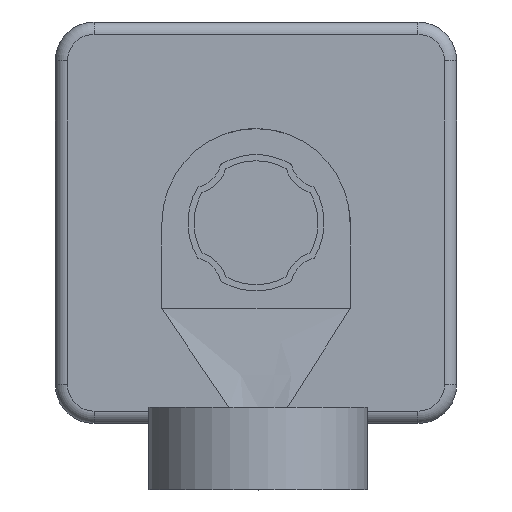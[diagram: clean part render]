
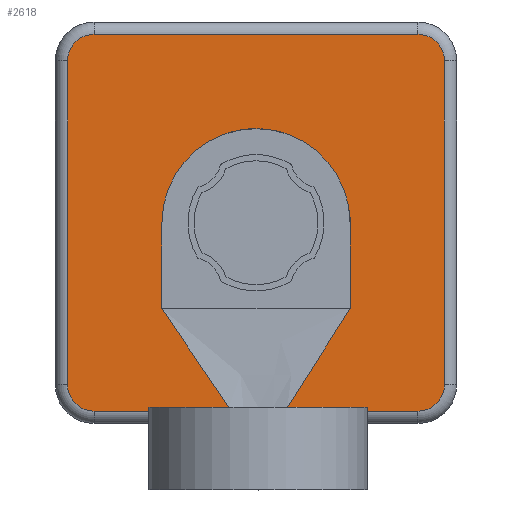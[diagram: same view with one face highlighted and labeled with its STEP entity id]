
A CAD part, front view. The second image highlights one B-rep face of the part: STEP entity #2618.
In plain terms, the highlighted face is planar.
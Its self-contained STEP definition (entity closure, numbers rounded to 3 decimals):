
#122=FACE_BOUND('',#639,.T.);
#299=CIRCLE('',#2913,2.15);
#305=CIRCLE('',#2921,2.15);
#309=CIRCLE('',#2927,2.15);
#313=CIRCLE('',#2933,2.15);
#316=CIRCLE('',#2942,2.007);
#471=FACE_OUTER_BOUND('',#638,.T.);
#638=EDGE_LOOP('',(#2216,#2217,#2218,#2219,#2220,#2221,#2222,#2223));
#639=EDGE_LOOP('',(#2224));
#810=LINE('',#4789,#997);
#812=LINE('',#4801,#999);
#814=LINE('',#4813,#1001);
#816=LINE('',#4822,#1003);
#997=VECTOR('',#3555,10.);
#999=VECTOR('',#3569,10.);
#1001=VECTOR('',#3583,10.);
#1003=VECTOR('',#3595,10.);
#1219=VERTEX_POINT('',#4776);
#1221=VERTEX_POINT('',#4779);
#1224=VERTEX_POINT('',#4786);
#1226=VERTEX_POINT('',#4792);
#1228=VERTEX_POINT('',#4798);
#1230=VERTEX_POINT('',#4804);
#1232=VERTEX_POINT('',#4810);
#1234=VERTEX_POINT('',#4816);
#1240=VERTEX_POINT('',#4842);
#1545=EDGE_CURVE('',#1221,#1219,#299,.T.);
#1550=EDGE_CURVE('',#1224,#1221,#810,.T.);
#1553=EDGE_CURVE('',#1226,#1224,#305,.T.);
#1556=EDGE_CURVE('',#1228,#1226,#812,.T.);
#1559=EDGE_CURVE('',#1230,#1228,#309,.T.);
#1562=EDGE_CURVE('',#1232,#1230,#814,.T.);
#1565=EDGE_CURVE('',#1234,#1232,#313,.T.);
#1567=EDGE_CURVE('',#1219,#1234,#816,.T.);
#1577=EDGE_CURVE('',#1240,#1240,#316,.T.);
#2216=ORIENTED_EDGE('',*,*,#1545,.T.);
#2217=ORIENTED_EDGE('',*,*,#1567,.T.);
#2218=ORIENTED_EDGE('',*,*,#1565,.T.);
#2219=ORIENTED_EDGE('',*,*,#1562,.T.);
#2220=ORIENTED_EDGE('',*,*,#1559,.T.);
#2221=ORIENTED_EDGE('',*,*,#1556,.T.);
#2222=ORIENTED_EDGE('',*,*,#1553,.T.);
#2223=ORIENTED_EDGE('',*,*,#1550,.T.);
#2224=ORIENTED_EDGE('',*,*,#1577,.F.);
#2493=PLANE('',#2941);
#2618=ADVANCED_FACE('',(#471,#122),#2493,.F.);
#2913=AXIS2_PLACEMENT_3D('',#4780,#3544,#3545);
#2921=AXIS2_PLACEMENT_3D('',#4795,#3562,#3563);
#2927=AXIS2_PLACEMENT_3D('',#4807,#3576,#3577);
#2933=AXIS2_PLACEMENT_3D('',#4819,#3590,#3591);
#2941=AXIS2_PLACEMENT_3D('',#4841,#3615,#3616);
#2942=AXIS2_PLACEMENT_3D('',#4843,#3617,#3618);
#3544=DIRECTION('center_axis',(-1.,-0.002,
0.));
#3545=DIRECTION('ref_axis',(-0.001,0.707,0.707));
#3555=DIRECTION('',(-0.002,1.,0.));
#3562=DIRECTION('center_axis',(-1.,-0.002,
0.));
#3563=DIRECTION('ref_axis',(0.001,-0.707,0.707));
#3569=DIRECTION('',(0.,0.,1.));
#3576=DIRECTION('center_axis',(-1.,-0.002,
0.));
#3577=DIRECTION('ref_axis',(0.001,-0.707,-0.707));
#3583=DIRECTION('',(0.002,-1.,0.));
#3590=DIRECTION('center_axis',(-1.,-0.002,
0.));
#3591=DIRECTION('ref_axis',(-0.001,0.707,-0.707));
#3595=DIRECTION('',(0.,0.,-1.));
#3615=DIRECTION('center_axis',(1.,0.002,0.));
#3616=DIRECTION('ref_axis',(0.002,-1.,0.));
#3617=DIRECTION('center_axis',(-1.,-0.002,
0.));
#3618=DIRECTION('ref_axis',(0.,0.,
1.));
#4776=CARTESIAN_POINT('',(21.607,116.813,-38.168));
#4779=CARTESIAN_POINT('',(21.611,114.663,-36.018));
#4780=CARTESIAN_POINT('Origin',(21.611,114.663,-38.168));
#4786=CARTESIAN_POINT('',(21.666,88.419,-36.018));
#4789=CARTESIAN_POINT('',(21.625,108.102,-36.018));
#4792=CARTESIAN_POINT('',(21.67,86.269,-38.168));
#4795=CARTESIAN_POINT('Origin',(21.666,88.419,-38.168));
#4798=CARTESIAN_POINT('',(21.67,86.269,-64.412));
#4801=CARTESIAN_POINT('',(21.67,86.269,-44.729));
#4804=CARTESIAN_POINT('',(21.666,88.419,-66.562));
#4807=CARTESIAN_POINT('Origin',(21.666,88.419,-64.412));
#4810=CARTESIAN_POINT('',(21.611,114.663,-66.562));
#4813=CARTESIAN_POINT('',(21.652,94.98,-66.562));
#4816=CARTESIAN_POINT('',(21.607,116.813,-64.412));
#4819=CARTESIAN_POINT('Origin',(21.611,114.663,-64.412));
#4822=CARTESIAN_POINT('',(21.607,116.813,-57.851));
#4841=CARTESIAN_POINT('Origin',(21.639,101.541,-51.29));
#4842=CARTESIAN_POINT('',(21.639,101.541,-53.297));
#4843=CARTESIAN_POINT('Origin',(21.639,101.541,-51.29));
